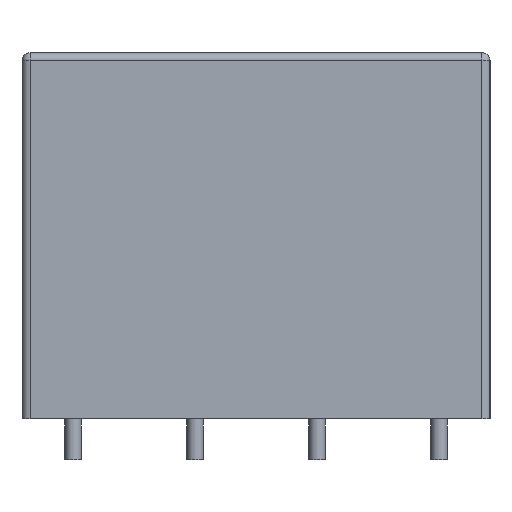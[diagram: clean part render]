
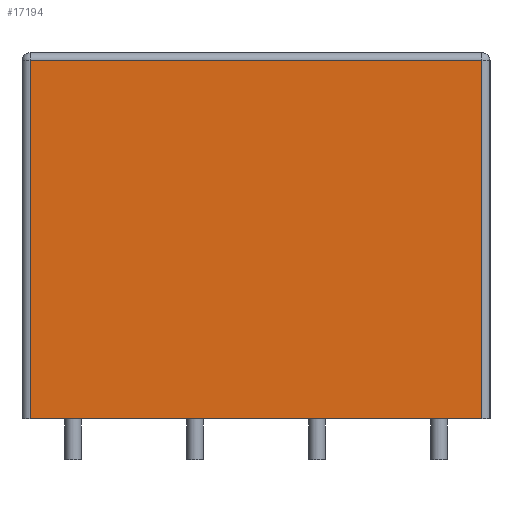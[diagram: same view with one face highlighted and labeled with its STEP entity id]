
A CAD part, left-side view. The second image highlights one B-rep face of the part: STEP entity #17194.
In plain terms, the highlighted planar face has unit normal (-1, 0, 0).
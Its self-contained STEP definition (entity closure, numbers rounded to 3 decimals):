
#2043=FACE_OUTER_BOUND('',#3068,.T.);
#3068=EDGE_LOOP('',(#15574,#15575,#15576,#15577));
#4843=LINE('',#30864,#6622);
#4846=LINE('',#30877,#6625);
#4848=LINE('',#30881,#6627);
#4852=LINE('',#30890,#6631);
#6622=VECTOR('',#20994,10.);
#6625=VECTOR('',#21009,10.);
#6627=VECTOR('',#21015,10.);
#6631=VECTOR('',#21029,10.);
#8252=VERTEX_POINT('',#30857);
#8254=VERTEX_POINT('',#30862);
#8255=VERTEX_POINT('',#30867);
#8257=VERTEX_POINT('',#30873);
#10689=EDGE_CURVE('',#8254,#8252,#4843,.T.);
#10696=EDGE_CURVE('',#8255,#8257,#4846,.T.);
#10698=EDGE_CURVE('',#8252,#8255,#4848,.T.);
#10702=EDGE_CURVE('',#8257,#8254,#4852,.T.);
#15574=ORIENTED_EDGE('',*,*,#10689,.F.);
#15575=ORIENTED_EDGE('',*,*,#10702,.F.);
#15576=ORIENTED_EDGE('',*,*,#10696,.F.);
#15577=ORIENTED_EDGE('',*,*,#10698,.F.);
#16179=PLANE('',#17893);
#17194=ADVANCED_FACE('',(#2043),#16179,.T.);
#17893=AXIS2_PLACEMENT_3D('',#30889,#21027,#21028);
#20994=DIRECTION('',(0.,0.,1.));
#21009=DIRECTION('',(0.,0.,-1.));
#21015=DIRECTION('',(0.,-1.,0.));
#21027=DIRECTION('center_axis',(-1.,0.,0.));
#21028=DIRECTION('ref_axis',(0.,-1.,0.));
#21029=DIRECTION('',(0.,1.,0.));
#30857=CARTESIAN_POINT('',(-19.,11.1,17.6));
#30862=CARTESIAN_POINT('',(-19.,11.1,0.));
#30864=CARTESIAN_POINT('',(-19.,11.1,0.));
#30867=CARTESIAN_POINT('',(-19.,-11.1,17.6));
#30873=CARTESIAN_POINT('',(-19.,-11.1,0.));
#30877=CARTESIAN_POINT('',(-19.,-11.1,0.));
#30881=CARTESIAN_POINT('',(-19.,5.75,17.6));
#30889=CARTESIAN_POINT('Origin',(-19.,11.5,0.));
#30890=CARTESIAN_POINT('',(-19.,-11.5,0.));
